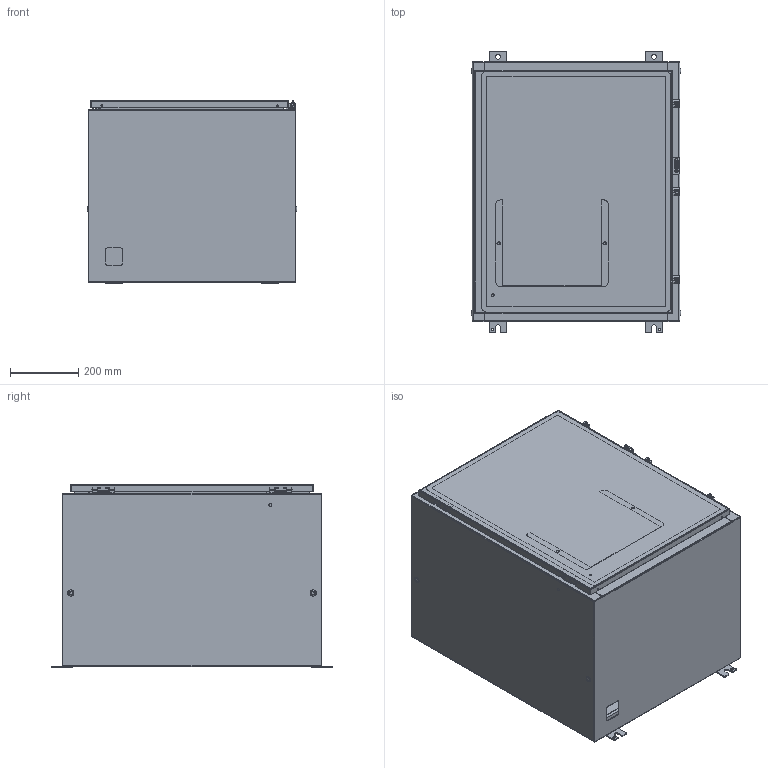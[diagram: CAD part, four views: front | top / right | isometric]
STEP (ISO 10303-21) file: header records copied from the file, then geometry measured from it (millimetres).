
FILE_DESCRIPTION (( 'STEP AP203' ), '1' );
FILE_NAME ('SCE-30H2420LP.step', '2021-02-09T15:46:45', ( 'ADC123' ), ( 'Microsoft' ), 'SwSTEP 2.0', 'SolidWorks 2019', '' );
FILE_SCHEMA (( 'CONFIG_CONTROL_DESIGN' ));
Length unit declared in the file: inch
Products named in the file (1): SCE-30H2420LP
Bounding box: 615.59 x 825.5 x 539.04 mm (x, y, z)
Surface area: 6049666.8 mm2 (no closed solid volume)
Topology: 0 solids, 61 shells, 3620 faces, 10096 edges, 6391 vertices
Faces by surface type: plane 1473, bspline 1310, cylinder 779, cone 52, torus 6
Full cylindrical faces by diameter (mm): 3.962 x2, 4.013 x8, 4.064 x2, 4.216 x4, 4.318 x4, 4.369 x4, 4.775 x4, 4.978 x6, 5.334 x4, 5.639 x4, 6.198 x4, 6.299 x13, 6.35 x7, 6.363 x6, 6.756 x4, 7.137 x4, 7.937 x4, 8.433 x4, 9.296 x4, 9.322 x4, 10.922 x4, 11.125 x4, 12.7 x4, 12.878 x3, 14.288 x6, 14.3 x4, 14.478 x4
Entity records: 201123 total; most frequent: CARTESIAN_POINT 124557, ORIENTED_EDGE 18866, DIRECTION 11086, EDGE_CURVE 9441, VERTEX_POINT 6254, EDGE_LOOP 4071, B_SPLINE_CURVE_WITH_KNOTS 3968, AXIS2_PLACEMENT_3D 3872
